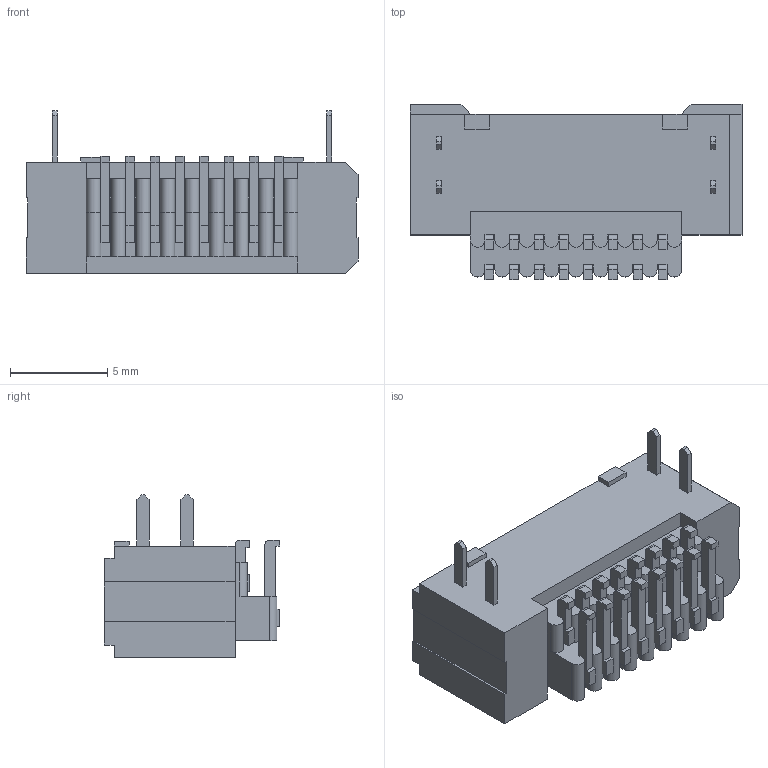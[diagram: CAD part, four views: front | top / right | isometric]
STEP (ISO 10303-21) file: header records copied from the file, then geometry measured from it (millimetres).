
FILE_DESCRIPTION( ( 'STEP AP203' ), '1' );
FILE_NAME( 'TFM-108-02-S-DH.stp', '2021-09-17T09:18:16', ( 'License CC BY-ND 4.0' ), ( 'CADENAS' ), ' ', 'PARTsolutions', ' ' );
FILE_SCHEMA( ( 'CONFIG_CONTROL_DESIGN' ) );
Length unit declared in the file: inch
Products named in the file (3): TFM-108-02-S-DH; _TFM-108-02-L-DH_terminal; _TFM-108-02-L-DH_pins
Assembly tree (2 placements, depth 2):
  TFM-108-02-S-DH
    _TFM-108-02-L-DH_terminal
    _TFM-108-02-L-DH_pins
Bounding box: 17.04 x 8.99 x 8.36 mm (x, y, z)
Volume: 481.5 mm3; surface area: 1106 mm2
Topology: 2 solids, 2 shells, 458 faces, 1307 edges, 871 vertices
Faces by surface type: plane 392, cylinder 66
Full cylindrical faces by diameter (mm): 0.457 x16
Entity records: 14627 total; most frequent: CARTESIAN_POINT 2591, ORIENTED_EDGE 2550, DIRECTION 2329, EDGE_CURVE 1275, LINE 1143, VECTOR 1143, VERTEX_POINT 855, AXIS2_PLACEMENT_3D 593
